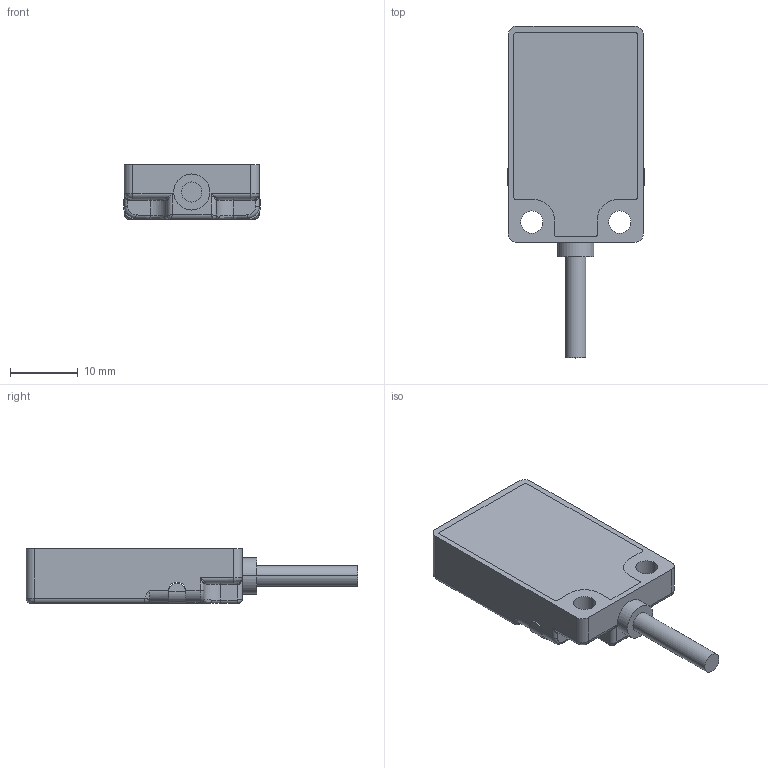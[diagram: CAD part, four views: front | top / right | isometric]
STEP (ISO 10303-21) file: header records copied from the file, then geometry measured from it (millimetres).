
FILE_DESCRIPTION((''),'2;1');
FILE_NAME('214952_ASM','2019-10-29T14:01:17',('pdmadmin'),('BANNER ENGINEERING'),'CREO PARAMETRIC BY PTC INC, 2018300','CREO PARAMETRIC BY PTC INC, 2018300','');
FILE_SCHEMA(('CONFIG_CONTROL_DESIGN'));
Products named in the file (9): 27965; 09508; 214952_POTTING; 15607; 15613; 15615; 15726_ASM; 214952_CABLE; 214952_ASM
Assembly tree (9 placements, depth 3):
  214952_ASM
    27965
    09508  x2
    214952_POTTING
    15726_ASM
      15607
      15613
      15615
    214952_CABLE
Bounding box: 20.23 x 49.12 x 8.13 mm (x, y, z)
Volume: 2043.8 mm3; surface area: 5160.1 mm2
Topology: 8 solids, 8 shells, 352 faces, 865 edges, 533 vertices
Faces by surface type: cylinder 151, plane 131, torus 25, bspline 22, sphere 20, cone 3
Entity records: 11265 total; most frequent: CARTESIAN_POINT 2994, DIRECTION 1801, ORIENTED_EDGE 1650, EDGE_CURVE 825, AXIS2_PLACEMENT_3D 689, VERTEX_POINT 507, VECTOR 423, LINE 423
